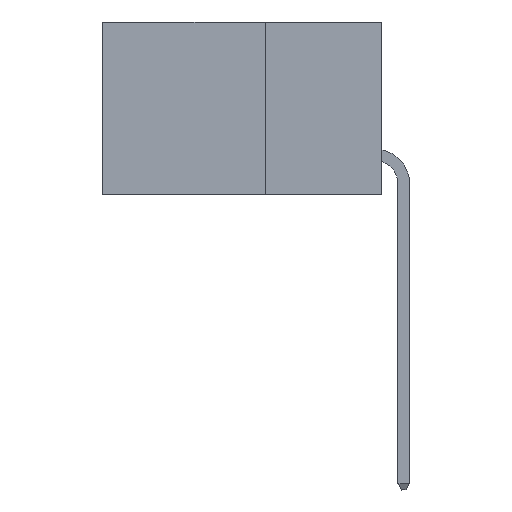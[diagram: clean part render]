
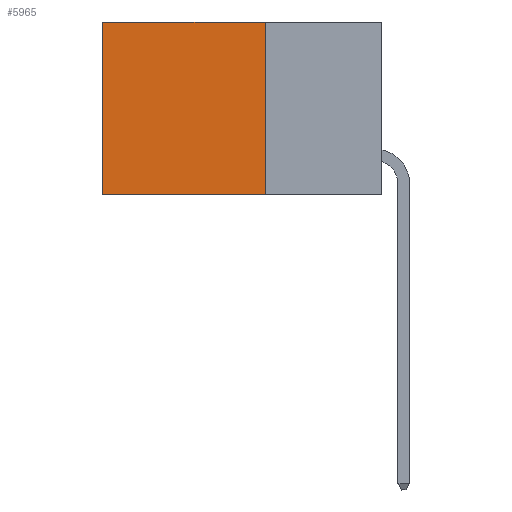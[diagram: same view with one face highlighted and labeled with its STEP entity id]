
A CAD part, left-side view. The second image highlights one B-rep face of the part: STEP entity #5965.
In plain terms, the highlighted planar face has unit normal (-1, 0, 0).
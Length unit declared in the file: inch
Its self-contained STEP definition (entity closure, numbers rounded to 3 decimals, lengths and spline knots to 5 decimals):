
#14 = ORIENTED_EDGE ( 'NONE', *, *, #4861, .T. ) ;
#19 = LINE ( 'NONE', #12730, #1138 ) ;
#464 = CARTESIAN_POINT ( 'NONE',  ( 0.2875, 0.6, 0. ) ) ;
#1138 = VECTOR ( 'NONE', #7083, 39.37008 ) ;
#1298 = DIRECTION ( 'NONE',  ( 1., 0., 0. ) ) ;
#2247 = VERTEX_POINT ( 'NONE', #5833 ) ;
#2614 = LINE ( 'NONE', #464, #6585 ) ;
#2683 = EDGE_CURVE ( 'NONE', #2247, #13253, #3398, .T. ) ;
#2868 = DIRECTION ( 'NONE',  ( 0., 0., -1. ) ) ;
#3230 = DIRECTION ( 'NONE',  ( 0., 0., -1. ) ) ;
#3283 = CARTESIAN_POINT ( 'NONE',  ( 0.2875, 0.25, 0. ) ) ;
#3398 = LINE ( 'NONE', #7608, #8500 ) ;
#3692 = VERTEX_POINT ( 'NONE', #10980 ) ;
#4275 = DIRECTION ( 'NONE',  ( 0., 1., 0. ) ) ;
#4526 = CARTESIAN_POINT ( 'NONE',  ( 0.2875, 0.25, 0. ) ) ;
#4861 = EDGE_CURVE ( 'NONE', #13486, #13253, #2614, .T. ) ;
#4989 = DIRECTION ( 'NONE',  ( 0., 0., -1. ) ) ;
#5833 = CARTESIAN_POINT ( 'NONE',  ( 0.2875, 0.25, -0.37 ) ) ;
#5965 = ADVANCED_FACE ( 'NONE', ( #8233 ), #8111, .F. ) ;
#6585 = VECTOR ( 'NONE', #4989, 39.37008 ) ;
#6950 = ORIENTED_EDGE ( 'NONE', *, *, #10441, .T. ) ;
#7083 = DIRECTION ( 'NONE',  ( 0., 1., 0. ) ) ;
#7608 = CARTESIAN_POINT ( 'NONE',  ( 0.2875, 0.25, -0.37 ) ) ;
#8111 = PLANE ( 'NONE',  #11587 ) ;
#8233 = FACE_OUTER_BOUND ( 'NONE', #8583, .T. ) ;
#8500 = VECTOR ( 'NONE', #4275, 39.37008 ) ;
#8583 = EDGE_LOOP ( 'NONE', ( #14, #13060, #10019, #6950 ) ) ;
#9097 = CARTESIAN_POINT ( 'NONE',  ( 0.2875, 0.6, 0. ) ) ;
#10019 = ORIENTED_EDGE ( 'NONE', *, *, #12356, .F. ) ;
#10441 = EDGE_CURVE ( 'NONE', #3692, #13486, #19, .T. ) ;
#10980 = CARTESIAN_POINT ( 'NONE',  ( 0.2875, 0.25, 0. ) ) ;
#11008 = VECTOR ( 'NONE', #3230, 39.37008 ) ;
#11587 = AXIS2_PLACEMENT_3D ( 'NONE', #3283, #1298, #2868 ) ;
#11756 = CARTESIAN_POINT ( 'NONE',  ( 0.2875, 0.6, -0.37 ) ) ;
#12356 = EDGE_CURVE ( 'NONE', #3692, #2247, #13171, .T. ) ;
#12730 = CARTESIAN_POINT ( 'NONE',  ( 0.2875, 0.25, 0. ) ) ;
#13060 = ORIENTED_EDGE ( 'NONE', *, *, #2683, .F. ) ;
#13171 = LINE ( 'NONE', #4526, #11008 ) ;
#13253 = VERTEX_POINT ( 'NONE', #11756 ) ;
#13486 = VERTEX_POINT ( 'NONE', #9097 ) ;
